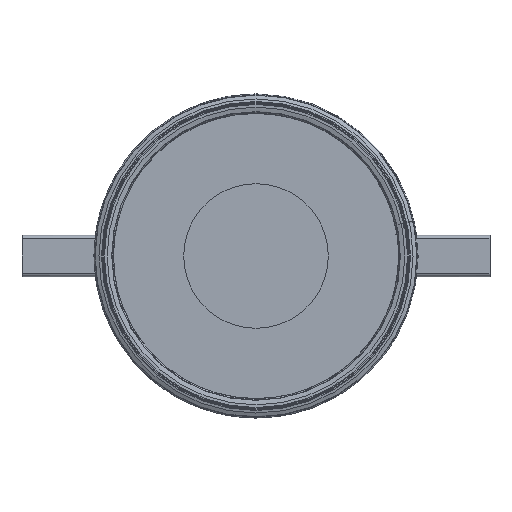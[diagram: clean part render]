
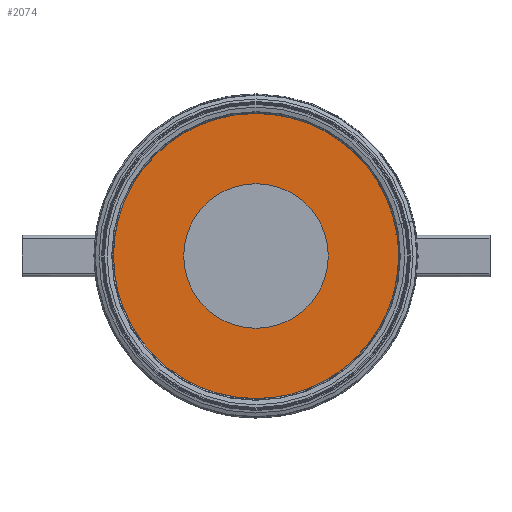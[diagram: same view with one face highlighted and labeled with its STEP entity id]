
A CAD part, front view. The second image highlights one B-rep face of the part: STEP entity #2074.
In plain terms, the highlighted planar face has unit normal (0, -1, 0).
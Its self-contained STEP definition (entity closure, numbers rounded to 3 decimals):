
#546=PLANE('',#7461);
#660=FACE_OUTER_BOUND('',#2816,.T.);
#1131=B_SPLINE_CURVE_WITH_KNOTS('',3,(#9738,#9739,#9740,#9741,#9742,#9743,
#9744,#9745,#9746,#9747,#9748,#9749,#9750,#9751,#9752,#9753,#9754,#9755,
#9756,#9757,#9758,#9759,#9760,#9761,#9762,#9763,#9764,#9765,#9766,#9767,
#9768,#9769,#9770,#9771,#9772,#9773,#9774,#9775,#9776,#9777,#9778,#9779,
#9780,#9781,#9782,#9783,#9784,#9785,#9786,#9787,#9788,#9789,#9790,#9791,
#9792,#9793,#9794,#9795,#9796,#9797),.UNSPECIFIED.,.T.,.F.,(2,2,2,2,2,2,
2,2,2,2,2,2,2,2,2,2,2,2,2,2,2,2,2,2,2,2,2,2,2,2,2,2),(-0.031,
0.,0.062,0.094,0.125,0.156,0.188,0.219,0.25,
0.281,0.312,0.344,0.375,0.406,0.438,0.5,0.531,0.563,
0.594,0.625,0.656,0.688,0.719,0.75,0.781,0.813,0.875,0.906,
0.938,0.969,1.,1.063),.UNSPECIFIED.);
#2074=ADVANCED_FACE('',(#660),#546,.F.);
#2816=EDGE_LOOP('',(#3490));
#3490=ORIENTED_EDGE('',*,*,#6141,.T.);
#5453=VERTEX_POINT('',#9798);
#6141=EDGE_CURVE('',#5453,#5453,#1131,.T.);
#7461=AXIS2_PLACEMENT_3D('',#9995,#8131,#8132);
#8131=DIRECTION('',(0.,1.,0.));
#8132=DIRECTION('',(0.,0.,1.));
#9738=CARTESIAN_POINT('',(66.907,1.568,5.617));
#9739=CARTESIAN_POINT('',(64.926,1.568,18.746));
#9740=CARTESIAN_POINT('',(61.854,1.568,27.179));
#9741=CARTESIAN_POINT('',(55.085,1.568,38.382));
#9742=CARTESIAN_POINT('',(52.448,1.568,41.918));
#9743=CARTESIAN_POINT('',(46.502,1.568,48.43));
#9744=CARTESIAN_POINT('',(43.253,1.568,51.349));
#9745=CARTESIAN_POINT('',(36.218,1.568,56.531));
#9746=CARTESIAN_POINT('',(32.387,1.568,58.811));
#9747=CARTESIAN_POINT('',(24.453,1.568,62.528));
#9748=CARTESIAN_POINT('',(20.34,1.568,63.984));
#9749=CARTESIAN_POINT('',(11.821,1.568,66.091));
#9750=CARTESIAN_POINT('',(7.417,1.568,66.727));
#9751=CARTESIAN_POINT('',(-1.306,1.568,67.125));
#9752=CARTESIAN_POINT('',(-5.671,1.568,66.902));
#9753=CARTESIAN_POINT('',(-14.413,1.568,65.576));
#9754=CARTESIAN_POINT('',(-18.662,1.568,64.492));
#9755=CARTESIAN_POINT('',(-26.871,1.568,61.526));
#9756=CARTESIAN_POINT('',(-30.879,1.568,59.618));
#9757=CARTESIAN_POINT('',(-38.402,1.568,55.073));
#9758=CARTESIAN_POINT('',(-41.898,1.568,52.461));
#9759=CARTESIAN_POINT('',(-48.366,1.568,46.566));
#9760=CARTESIAN_POINT('',(-51.352,1.568,43.25));
#9761=CARTESIAN_POINT('',(-56.537,1.568,36.209));
#9762=CARTESIAN_POINT('',(-58.773,1.568,32.46));
#9763=CARTESIAN_POINT('',(-62.513,1.568,24.493));
#9764=CARTESIAN_POINT('',(-63.99,1.568,20.318));
#9765=CARTESIAN_POINT('',(-67.132,1.568,7.611));
#9766=CARTESIAN_POINT('',(-67.549,1.568,-1.371));
#9767=CARTESIAN_POINT('',(-65.592,1.568,-14.327));
#9768=CARTESIAN_POINT('',(-64.498,1.568,-18.646));
#9769=CARTESIAN_POINT('',(-61.519,1.568,-26.891));
#9770=CARTESIAN_POINT('',(-59.642,1.568,-30.83));
#9771=CARTESIAN_POINT('',(-55.115,1.568,-38.341));
#9772=CARTESIAN_POINT('',(-52.451,1.568,-41.91));
#9773=CARTESIAN_POINT('',(-46.567,1.568,-48.364));
#9774=CARTESIAN_POINT('',(-43.324,1.568,-51.293));
#9775=CARTESIAN_POINT('',(-36.216,1.568,-56.536));
#9776=CARTESIAN_POINT('',(-32.438,1.568,-58.782));
#9777=CARTESIAN_POINT('',(-24.539,1.568,-62.493));
#9778=CARTESIAN_POINT('',(-20.362,1.568,-63.978));
#9779=CARTESIAN_POINT('',(-11.823,1.568,-66.091));
#9780=CARTESIAN_POINT('',(-7.504,1.568,-66.718));
#9781=CARTESIAN_POINT('',(1.234,1.568,-67.127));
#9782=CARTESIAN_POINT('',(5.69,1.568,-66.897));
#9783=CARTESIAN_POINT('',(14.34,1.568,-65.589));
#9784=CARTESIAN_POINT('',(18.571,1.568,-64.521));
#9785=CARTESIAN_POINT('',(26.846,1.568,-61.54));
#9786=CARTESIAN_POINT('',(30.848,1.568,-59.631));
#9787=CARTESIAN_POINT('',(42.06,1.568,-52.873));
#9788=CARTESIAN_POINT('',(48.71,1.568,-46.82));
#9789=CARTESIAN_POINT('',(56.491,1.568,-36.281));
#9790=CARTESIAN_POINT('',(58.773,1.568,-32.458));
#9791=CARTESIAN_POINT('',(62.502,1.568,-24.519));
#9792=CARTESIAN_POINT('',(63.963,1.568,-20.407));
#9793=CARTESIAN_POINT('',(66.076,1.568,-11.901));
#9794=CARTESIAN_POINT('',(66.719,1.568,-7.491));
#9795=CARTESIAN_POINT('',(67.127,1.568,1.245));
#9796=CARTESIAN_POINT('',(66.907,1.568,5.617));
#9797=CARTESIAN_POINT('',(64.926,1.568,18.746));
#9798=CARTESIAN_POINT('',(66.247,1.568,9.993));
#9995=CARTESIAN_POINT('',(0.,1.568,0.));
